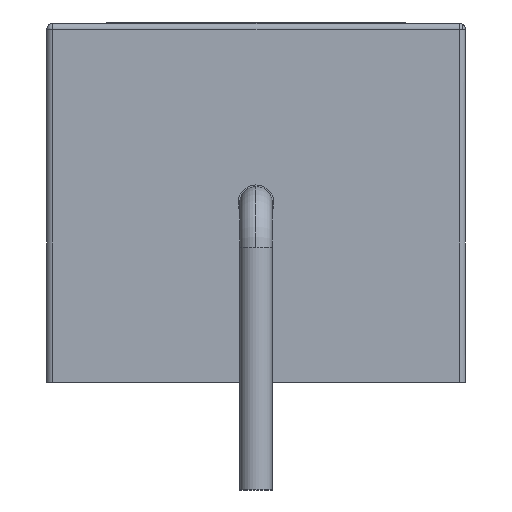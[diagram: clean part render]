
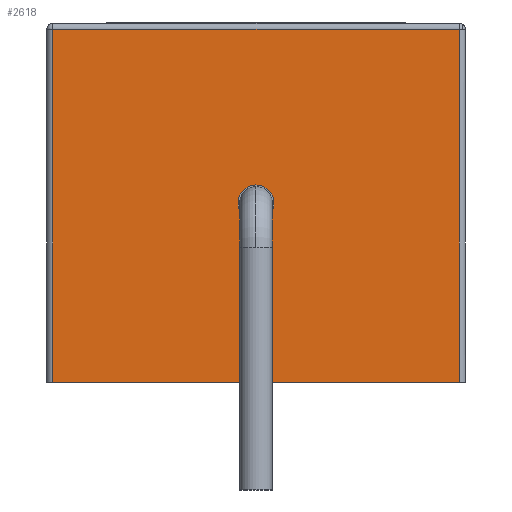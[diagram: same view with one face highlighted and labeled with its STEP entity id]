
A CAD part, left-side view. The second image highlights one B-rep face of the part: STEP entity #2618.
In plain terms, the highlighted planar face has unit normal (-1, 0, 0).
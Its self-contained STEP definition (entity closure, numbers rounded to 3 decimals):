
#2076=CARTESIAN_POINT('',(-11.,0.6,6.));
#2077=VERTEX_POINT('',#2076);
#2086=CARTESIAN_POINT('',(-11.,-0.6,6.));
#2087=VERTEX_POINT('',#2086);
#2088=CARTESIAN_POINT('',(-11.,0.,6.));
#2089=DIRECTION('',(1.0,0.0,0.0));
#2090=DIRECTION('',(0.0,1.0,0.0));
#2091=AXIS2_PLACEMENT_3D('',#2088,#2089,#2090);
#2092=CIRCLE('',#2091,0.6);
#2093=EDGE_CURVE('',#2087,#2077,#2092,.T.);
#2164=CARTESIAN_POINT('',(-11.0,6.8,11.8));
#2165=VERTEX_POINT('',#2164);
#2207=CARTESIAN_POINT('',(-11.0,-6.8,11.8));
#2208=VERTEX_POINT('',#2207);
#2441=CARTESIAN_POINT('',(-11.0,6.8,11.8));
#2442=DIRECTION('',(0.0,-1.0,0.0));
#2443=VECTOR('',#2442,13.6);
#2444=LINE('',#2441,#2443);
#2445=EDGE_CURVE('',#2165,#2208,#2444,.T.);
#2455=CARTESIAN_POINT('',(-11.0,-6.8,0.));
#2456=VERTEX_POINT('',#2455);
#2474=CARTESIAN_POINT('',(-11.0,-6.8,11.8));
#2475=DIRECTION('',(0.0,0.0,-1.0));
#2476=VECTOR('',#2475,11.8);
#2477=LINE('',#2474,#2476);
#2478=EDGE_CURVE('',#2208,#2456,#2477,.T.);
#2490=CARTESIAN_POINT('',(-11.0,6.8,0.));
#2491=VERTEX_POINT('',#2490);
#2499=CARTESIAN_POINT('',(-11.,6.8,0.));
#2500=DIRECTION('',(0.0,0.0,1.0));
#2501=VECTOR('',#2500,11.8);
#2502=LINE('',#2499,#2501);
#2503=EDGE_CURVE('',#2491,#2165,#2502,.T.);
#2540=CARTESIAN_POINT('',(-11.0,6.8,0.));
#2541=DIRECTION('',(0.0,-1.0,0.0));
#2542=VECTOR('',#2541,13.6);
#2543=LINE('',#2540,#2542);
#2544=EDGE_CURVE('',#2491,#2456,#2543,.T.);
#2597=CARTESIAN_POINT('',(-11.0,7.,12.));
#2598=DIRECTION('',(-1.0,0.0,0.0));
#2599=DIRECTION('',(0.0,0.0,1.0));
#2600=AXIS2_PLACEMENT_3D('',#2597,#2598,#2599);
#2601=PLANE('',#2600);
#2602=ORIENTED_EDGE('',*,*,#2478,.F.);
#2603=ORIENTED_EDGE('',*,*,#2445,.F.);
#2604=ORIENTED_EDGE('',*,*,#2503,.F.);
#2605=ORIENTED_EDGE('',*,*,#2544,.T.);
#2606=EDGE_LOOP('',(#2602,#2603,#2604,#2605));
#2607=FACE_OUTER_BOUND('',#2606,.T.);
#2608=CARTESIAN_POINT('',(-11.,0.,6.));
#2609=DIRECTION('',(1.0,0.0,0.0));
#2610=DIRECTION('',(0.0,1.0,0.0));
#2611=AXIS2_PLACEMENT_3D('',#2608,#2609,#2610);
#2612=CIRCLE('',#2611,0.6);
#2613=EDGE_CURVE('',#2077,#2087,#2612,.T.);
#2614=ORIENTED_EDGE('',*,*,#2613,.T.);
#2615=ORIENTED_EDGE('',*,*,#2093,.T.);
#2616=EDGE_LOOP('',(#2614,#2615));
#2617=FACE_BOUND('',#2616,.T.);
#2618=ADVANCED_FACE('',(#2607,#2617),#2601,.T.);
